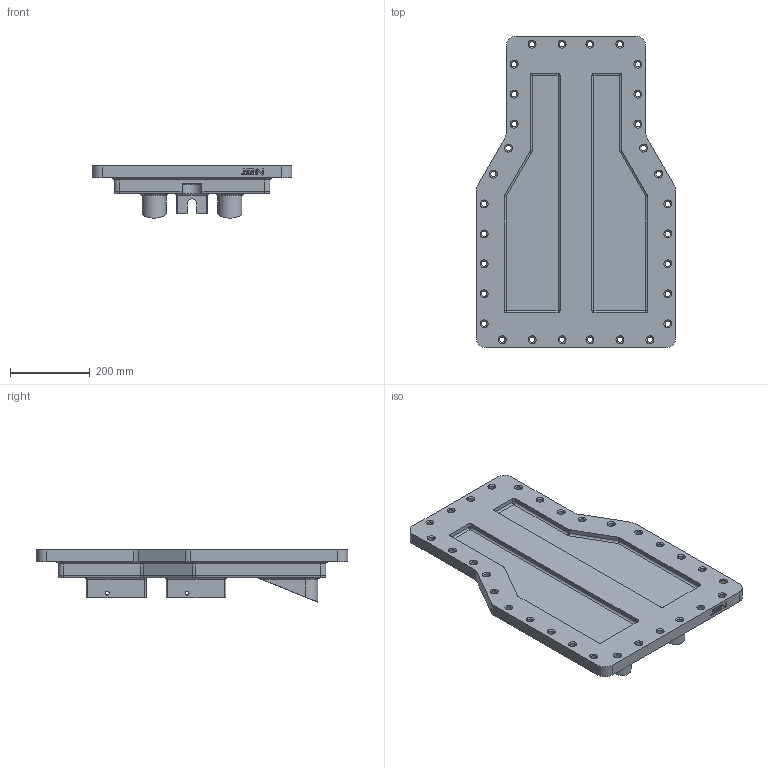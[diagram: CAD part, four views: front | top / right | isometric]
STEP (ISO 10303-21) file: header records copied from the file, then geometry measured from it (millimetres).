
FILE_DESCRIPTION(('CTC-04 geometry with PMI representation and/or presentation','from the NIST MBE PMI Validation and Conformance Testing Project','https://go.usa.gov/mGVm'),'2;1');
FILE_NAME('nist_ctc_04_asme1_ap242.stp','2015-02-16T09:17:13',(''),(''),'','','');
FILE_SCHEMA(('AP242_MANAGED_MODEL_BASED_3D_ENGINEERING_MIM_LF { 1 0 10303 442 1 1 4 }'));
Length unit declared in the file: millimetre
Products named in the file (1): NIST PMI CTC 04 ASME1
Bounding box: 500 x 780 x 130.59 mm (x, y, z)
Volume: 17519087.9 mm3; surface area: 1024011.8 mm2
Topology: 1 solids, 2 shells, 518 faces, 1272 edges, 728 vertices
Faces by surface type: cylinder 238, cone 116, plane 113, torus 29, sphere 22
Entity records: 17903 total; most frequent: CARTESIAN_POINT 5042, ORIENTED_EDGE 2410, DIRECTION 2123, EDGE_CURVE 1206, AXIS2_PLACEMENT_3D 860, VERTEX_POINT 728, EDGE_LOOP 623, FACE_OUTER_BOUND 518
